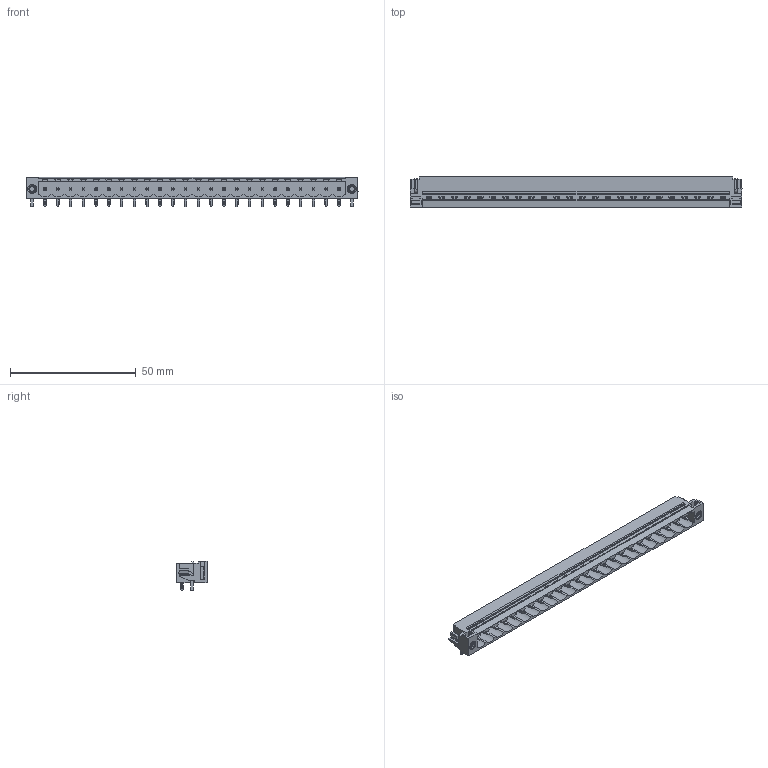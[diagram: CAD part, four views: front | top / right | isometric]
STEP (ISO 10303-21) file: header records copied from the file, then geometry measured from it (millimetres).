
FILE_DESCRIPTION(('CATIA V5 STEP Exchange','CAx-IF Rec.Pracs.--- Model Styling and Organization---1.2---2011-12-15'),'2;1');
FILE_NAME ('D1449337_0', '2018-10-25T08:18:52+00:00', ('none'), ('Weidmueller'), 'CATIA Version 5-6 Release 2014', 'CATIA V5 STEP AP214', 'none');
FILE_SCHEMA(('AUTOMOTIVE_DESIGN { 1 0 10303 214 1 1 1 1 }'));
Length unit declared in the file: millimetre
Products named in the file (1): 1150590000
Bounding box: 131.92 x 12 x 11.63 mm (x, y, z)
Volume: 6133.9 mm3; surface area: 10271.8 mm2
Topology: 29 solids, 29 shells, 1323 faces, 3691 edges, 2378 vertices
Faces by surface type: plane 875, cylinder 436, cone 12
Entity records: 37033 total; most frequent: CARTESIAN_POINT 7906, ORIENTED_EDGE 7382, DIRECTION 3955, EDGE_CURVE 3547, VECTOR 2567, LINE 2567, VERTEX_POINT 2186, EDGE_LOOP 1383
